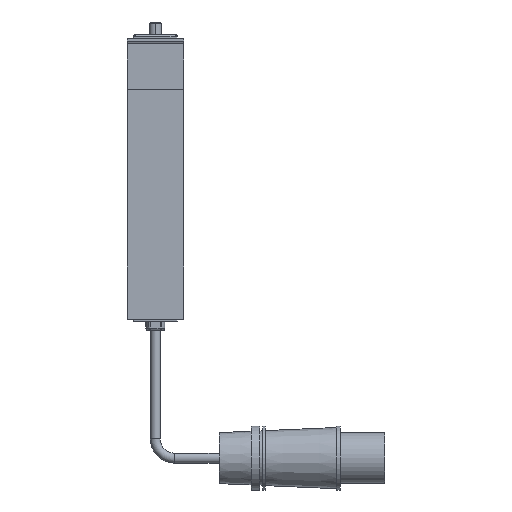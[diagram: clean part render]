
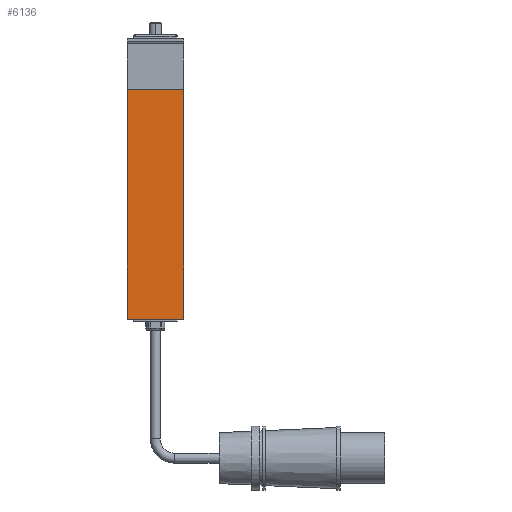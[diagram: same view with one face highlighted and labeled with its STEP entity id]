
A CAD part, left-side view. The second image highlights one B-rep face of the part: STEP entity #6136.
In plain terms, the highlighted planar face has unit normal (-1, 0, 0).
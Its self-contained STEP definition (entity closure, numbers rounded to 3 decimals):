
#6 = EDGE_CURVE ( 'NONE', #7846, #6386, #4799, .T. ) ;
#106 = EDGE_CURVE ( 'NONE', #2332, #280, #7657, .T. ) ;
#159 = CARTESIAN_POINT ( 'NONE',  ( -219., 22.2, -220. ) ) ;
#280 = VERTEX_POINT ( 'NONE', #3396 ) ;
#838 = CARTESIAN_POINT ( 'NONE',  ( -219., -22.2, -220. ) ) ;
#993 = VECTOR ( 'NONE', #5047, 1000. ) ;
#1530 = CARTESIAN_POINT ( 'NONE',  ( -219., 22.2, -220. ) ) ;
#1652 = AXIS2_PLACEMENT_3D ( 'NONE', #838, #5285, #2843 ) ;
#2332 = VERTEX_POINT ( 'NONE', #1530 ) ;
#2606 = VECTOR ( 'NONE', #8176, 1000. ) ;
#2787 = ORIENTED_EDGE ( 'NONE', *, *, #6, .T. ) ;
#2843 = DIRECTION ( 'NONE',  ( 0., 0., 1. ) ) ;
#3396 = CARTESIAN_POINT ( 'NONE',  ( -219., -22.2, -220. ) ) ;
#3567 = ORIENTED_EDGE ( 'NONE', *, *, #5674, .F. ) ;
#3592 = DIRECTION ( 'NONE',  ( 0., 0., 1. ) ) ;
#3864 = ORIENTED_EDGE ( 'NONE', *, *, #7802, .T. ) ;
#4073 = DIRECTION ( 'NONE',  ( 0., 0., 1. ) ) ;
#4799 = LINE ( 'NONE', #5564, #2606 ) ;
#5047 = DIRECTION ( 'NONE',  ( 0., -1., 0. ) ) ;
#5285 = DIRECTION ( 'NONE',  ( -1., 0., 0. ) ) ;
#5426 = FACE_OUTER_BOUND ( 'NONE', #6107, .T. ) ;
#5431 = LINE ( 'NONE', #159, #7909 ) ;
#5564 = CARTESIAN_POINT ( 'NONE',  ( -219., -22.2, -40. ) ) ;
#5674 = EDGE_CURVE ( 'NONE', #2332, #6386, #5431, .T. ) ;
#6107 = EDGE_LOOP ( 'NONE', ( #3864, #2787, #3567, #7456 ) ) ;
#6136 = ADVANCED_FACE ( 'NONE', ( #5426 ), #7250, .T. ) ;
#6337 = CARTESIAN_POINT ( 'NONE',  ( -219., -22.2, -40. ) ) ;
#6386 = VERTEX_POINT ( 'NONE', #6501 ) ;
#6501 = CARTESIAN_POINT ( 'NONE',  ( -219., 22.2, -40. ) ) ;
#6736 = CARTESIAN_POINT ( 'NONE',  ( -219., -22.2, -220. ) ) ;
#6901 = LINE ( 'NONE', #6736, #7492 ) ;
#7006 = CARTESIAN_POINT ( 'NONE',  ( -219., -22.2, -220. ) ) ;
#7250 = PLANE ( 'NONE',  #1652 ) ;
#7456 = ORIENTED_EDGE ( 'NONE', *, *, #106, .T. ) ;
#7492 = VECTOR ( 'NONE', #3592, 1000. ) ;
#7657 = LINE ( 'NONE', #7006, #993 ) ;
#7802 = EDGE_CURVE ( 'NONE', #280, #7846, #6901, .T. ) ;
#7846 = VERTEX_POINT ( 'NONE', #6337 ) ;
#7909 = VECTOR ( 'NONE', #4073, 1000. ) ;
#8176 = DIRECTION ( 'NONE',  ( 0., 1., 0. ) ) ;
